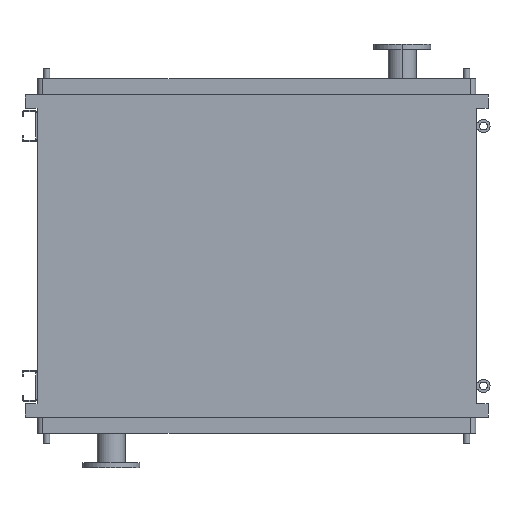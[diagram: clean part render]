
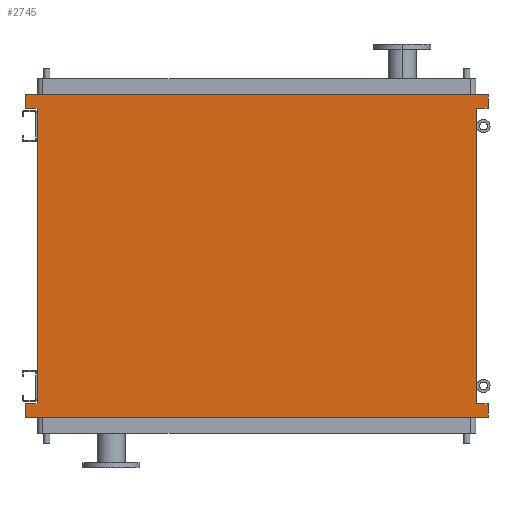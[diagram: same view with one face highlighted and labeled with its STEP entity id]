
A CAD part, front view. The second image highlights one B-rep face of the part: STEP entity #2745.
In plain terms, the highlighted planar face has unit normal (0, -1, 0).
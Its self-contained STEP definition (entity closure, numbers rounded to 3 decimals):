
#40 = ORIENTED_EDGE ( 'NONE', *, *, #2102, .F. ) ;
#77 = AXIS2_PLACEMENT_3D ( 'NONE', #2403, #6215, #2327 ) ;
#301 = CARTESIAN_POINT ( 'NONE',  ( 891., 0., -1093. ) ) ;
#526 = LINE ( 'NONE', #4345, #2190 ) ;
#592 = LINE ( 'NONE', #4988, #6195 ) ;
#603 = CARTESIAN_POINT ( 'NONE',  ( 891., 0., 95. ) ) ;
#685 = CARTESIAN_POINT ( 'NONE',  ( -891., 0., -1093. ) ) ;
#860 = ORIENTED_EDGE ( 'NONE', *, *, #5848, .F. ) ;
#865 = ORIENTED_EDGE ( 'NONE', *, *, #3163, .F. ) ;
#930 = VERTEX_POINT ( 'NONE', #1881 ) ;
#1042 = CARTESIAN_POINT ( 'NONE',  ( -891., 0., 95. ) ) ;
#1086 = VERTEX_POINT ( 'NONE', #301 ) ;
#1116 = CARTESIAN_POINT ( 'NONE',  ( -891., 0., 43. ) ) ;
#1144 = ORIENTED_EDGE ( 'NONE', *, *, #4387, .F. ) ;
#1159 = LINE ( 'NONE', #1042, #1970 ) ;
#1268 = VECTOR ( 'NONE', #5828, 1000. ) ;
#1410 = CARTESIAN_POINT ( 'NONE',  ( 891., 0., 43. ) ) ;
#1483 = LINE ( 'NONE', #4684, #7923 ) ;
#1654 = VECTOR ( 'NONE', #7188, 1000. ) ;
#1663 = VERTEX_POINT ( 'NONE', #6086 ) ;
#1881 = CARTESIAN_POINT ( 'NONE',  ( 891., 0., -1145. ) ) ;
#1963 = DIRECTION ( 'NONE',  ( 0., 0., 1. ) ) ;
#1970 = VECTOR ( 'NONE', #3697, 1000. ) ;
#2102 = EDGE_CURVE ( 'NONE', #3887, #1086, #3368, .T. ) ;
#2127 = CARTESIAN_POINT ( 'NONE',  ( 891., 0., 43. ) ) ;
#2159 = CARTESIAN_POINT ( 'NONE',  ( -891., 0., 95. ) ) ;
#2190 = VECTOR ( 'NONE', #6080, 1000. ) ;
#2199 = DIRECTION ( 'NONE',  ( 0., 0., 1. ) ) ;
#2327 = DIRECTION ( 'NONE',  ( 0., 0., -1. ) ) ;
#2342 = VERTEX_POINT ( 'NONE', #1116 ) ;
#2397 = ORIENTED_EDGE ( 'NONE', *, *, #6778, .F. ) ;
#2403 = CARTESIAN_POINT ( 'NONE',  ( -845., 0., -1050. ) ) ;
#2564 = ORIENTED_EDGE ( 'NONE', *, *, #3323, .F. ) ;
#2745 = ADVANCED_FACE ( 'NONE', ( #6835 ), #4969, .T. ) ;
#2964 = EDGE_CURVE ( 'NONE', #7938, #3448, #7915, .T. ) ;
#3006 = VECTOR ( 'NONE', #1963, 1000. ) ;
#3163 = EDGE_CURVE ( 'NONE', #1086, #930, #526, .T. ) ;
#3241 = LINE ( 'NONE', #5157, #5496 ) ;
#3307 = LINE ( 'NONE', #7516, #1268 ) ;
#3323 = EDGE_CURVE ( 'NONE', #3759, #7938, #4422, .T. ) ;
#3368 = LINE ( 'NONE', #5974, #6138 ) ;
#3448 = VERTEX_POINT ( 'NONE', #4003 ) ;
#3474 = DIRECTION ( 'NONE',  ( 1., 0., 0. ) ) ;
#3519 = ORIENTED_EDGE ( 'NONE', *, *, #4935, .F. ) ;
#3697 = DIRECTION ( 'NONE',  ( 0., 0., 1. ) ) ;
#3759 = VERTEX_POINT ( 'NONE', #5166 ) ;
#3887 = VERTEX_POINT ( 'NONE', #5818 ) ;
#4003 = CARTESIAN_POINT ( 'NONE',  ( -845., 0., -1093. ) ) ;
#4049 = VECTOR ( 'NONE', #5704, 1000. ) ;
#4113 = LINE ( 'NONE', #2127, #7256 ) ;
#4148 = DIRECTION ( 'NONE',  ( 0., 0., -1. ) ) ;
#4345 = CARTESIAN_POINT ( 'NONE',  ( 891., 0., -1093. ) ) ;
#4387 = EDGE_CURVE ( 'NONE', #1663, #2342, #3241, .T. ) ;
#4408 = DIRECTION ( 'NONE',  ( -1., 0., 0. ) ) ;
#4422 = LINE ( 'NONE', #8157, #4049 ) ;
#4571 = EDGE_CURVE ( 'NONE', #4638, #5276, #6641, .T. ) ;
#4576 = DIRECTION ( 'NONE',  ( -1., 0., 0. ) ) ;
#4587 = ORIENTED_EDGE ( 'NONE', *, *, #5677, .T. ) ;
#4637 = CARTESIAN_POINT ( 'NONE',  ( 845., 0., 43. ) ) ;
#4638 = VERTEX_POINT ( 'NONE', #2159 ) ;
#4647 = ORIENTED_EDGE ( 'NONE', *, *, #7179, .F. ) ;
#4684 = CARTESIAN_POINT ( 'NONE',  ( -845., 0., -1050. ) ) ;
#4935 = EDGE_CURVE ( 'NONE', #930, #3759, #3307, .T. ) ;
#4969 = PLANE ( 'NONE',  #77 ) ;
#4988 = CARTESIAN_POINT ( 'NONE',  ( 845., 0., 43. ) ) ;
#5157 = CARTESIAN_POINT ( 'NONE',  ( -891., 0., 43. ) ) ;
#5166 = CARTESIAN_POINT ( 'NONE',  ( -891., 0., -1145. ) ) ;
#5276 = VERTEX_POINT ( 'NONE', #603 ) ;
#5349 = CARTESIAN_POINT ( 'NONE',  ( 891., 0., 95. ) ) ;
#5496 = VECTOR ( 'NONE', #4576, 1000. ) ;
#5677 = EDGE_CURVE ( 'NONE', #3887, #6697, #6985, .T. ) ;
#5704 = DIRECTION ( 'NONE',  ( 0., 0., 1. ) ) ;
#5811 = CARTESIAN_POINT ( 'NONE',  ( 845., 0., -1050. ) ) ;
#5818 = CARTESIAN_POINT ( 'NONE',  ( 845., 0., -1093. ) ) ;
#5828 = DIRECTION ( 'NONE',  ( -1., 0., 0. ) ) ;
#5848 = EDGE_CURVE ( 'NONE', #5276, #7292, #4113, .T. ) ;
#5974 = CARTESIAN_POINT ( 'NONE',  ( 845., 0., -1093. ) ) ;
#6080 = DIRECTION ( 'NONE',  ( 0., 0., -1. ) ) ;
#6086 = CARTESIAN_POINT ( 'NONE',  ( -845., 0., 43. ) ) ;
#6138 = VECTOR ( 'NONE', #6569, 1000. ) ;
#6195 = VECTOR ( 'NONE', #4408, 1000. ) ;
#6215 = DIRECTION ( 'NONE',  ( 0., -1., 0. ) ) ;
#6450 = ORIENTED_EDGE ( 'NONE', *, *, #7324, .F. ) ;
#6504 = CARTESIAN_POINT ( 'NONE',  ( -891., 0., -1093. ) ) ;
#6569 = DIRECTION ( 'NONE',  ( 1., 0., 0. ) ) ;
#6641 = LINE ( 'NONE', #5349, #1654 ) ;
#6697 = VERTEX_POINT ( 'NONE', #4637 ) ;
#6719 = EDGE_LOOP ( 'NONE', ( #4587, #2397, #860, #6732, #4647, #1144, #6450, #7044, #2564, #3519, #865, #40 ) ) ;
#6732 = ORIENTED_EDGE ( 'NONE', *, *, #4571, .F. ) ;
#6778 = EDGE_CURVE ( 'NONE', #7292, #6697, #592, .T. ) ;
#6835 = FACE_OUTER_BOUND ( 'NONE', #6719, .T. ) ;
#6985 = LINE ( 'NONE', #5811, #3006 ) ;
#7044 = ORIENTED_EDGE ( 'NONE', *, *, #2964, .F. ) ;
#7179 = EDGE_CURVE ( 'NONE', #2342, #4638, #1159, .T. ) ;
#7188 = DIRECTION ( 'NONE',  ( 1., 0., 0. ) ) ;
#7227 = VECTOR ( 'NONE', #3474, 1000. ) ;
#7256 = VECTOR ( 'NONE', #4148, 1000. ) ;
#7292 = VERTEX_POINT ( 'NONE', #1410 ) ;
#7324 = EDGE_CURVE ( 'NONE', #3448, #1663, #1483, .T. ) ;
#7516 = CARTESIAN_POINT ( 'NONE',  ( 891., 0., -1145. ) ) ;
#7915 = LINE ( 'NONE', #6504, #7227 ) ;
#7923 = VECTOR ( 'NONE', #2199, 1000. ) ;
#7938 = VERTEX_POINT ( 'NONE', #685 ) ;
#8157 = CARTESIAN_POINT ( 'NONE',  ( -891., 0., -1145. ) ) ;
